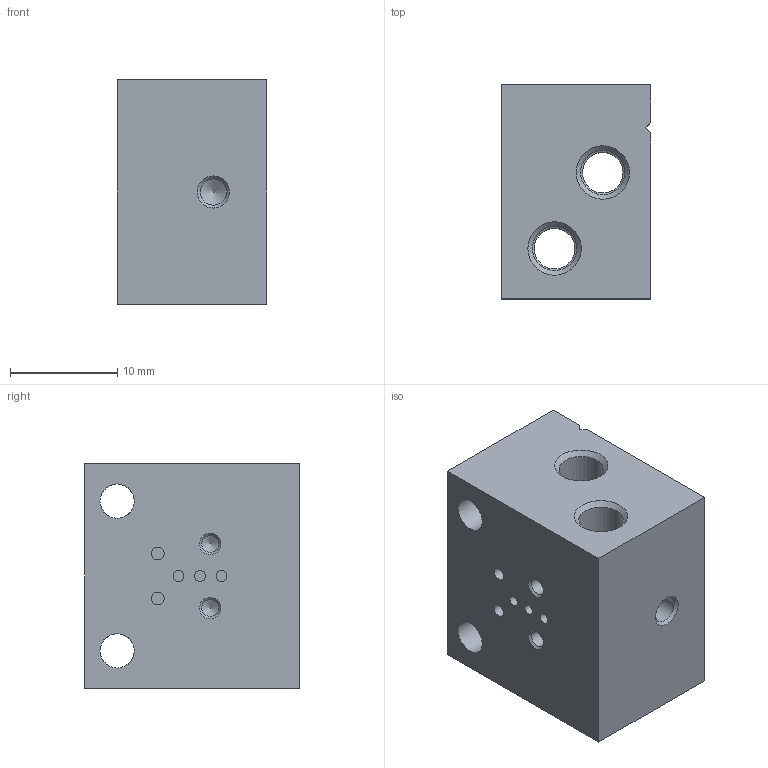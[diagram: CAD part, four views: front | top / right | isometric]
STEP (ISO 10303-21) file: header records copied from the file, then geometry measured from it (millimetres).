
FILE_DESCRIPTION(/* description */ ('STEP AP214'),/* implementation_level */ '2;1');
FILE_NAME(/* name */ '8122793_VABS-C12-6-B-M3',/* time_stamp */ '2024-09-16T02:47:36+02:00',/* author */ ('License CC BY-ND 4.0'),/* organization */ ('CADENAS'),/* preprocessor_version */ 'ST-DEVELOPER v19.3',/* originating_system */ 'PARTsolutions',/* authorisation */ ' ');
FILE_SCHEMA (('AUTOMOTIVE_DESIGN {1 0 10303 214 3 1 1}'));
Length unit declared in the file: millimetre
Products named in the file (2): 8122793 VABS-C12-6-B-M3---(high); 8122793 VABS-C12-6-B-M3---(high_m3)
Assembly tree (1 placements, depth 2):
  8122793 VABS-C12-6-B-M3---(high)
    8122793 VABS-C12-6-B-M3---(high_m3)
Bounding box: 14 x 20 x 21 mm (x, y, z)
Volume: 5047.4 mm3; surface area: 2864 mm2
Topology: 1 solids, 1 shells, 62 faces, 132 edges, 82 vertices
Faces by surface type: plane 25, cylinder 23, cone 14
Full cylindrical faces by diameter (mm): 1 x3, 1.2 x2, 1.567 x2, 1.6 x2, 2.459 x1, 2.5 x1, 3.2 x2, 3.8 x2, 4.134 x4, 4.2 x4
Entity records: 1522 total; most frequent: DIRECTION 281, CARTESIAN_POINT 234, ORIENTED_EDGE 180, AXIS2_PLACEMENT_3D 127, FACE_BOUND 120, EDGE_LOOP 117, EDGE_CURVE 90, VERTEX_POINT 80
